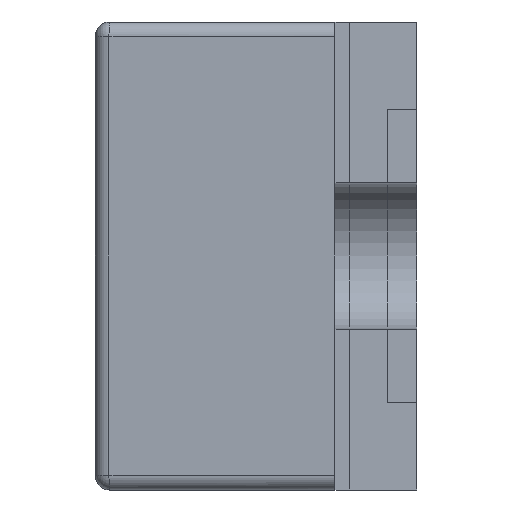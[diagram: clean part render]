
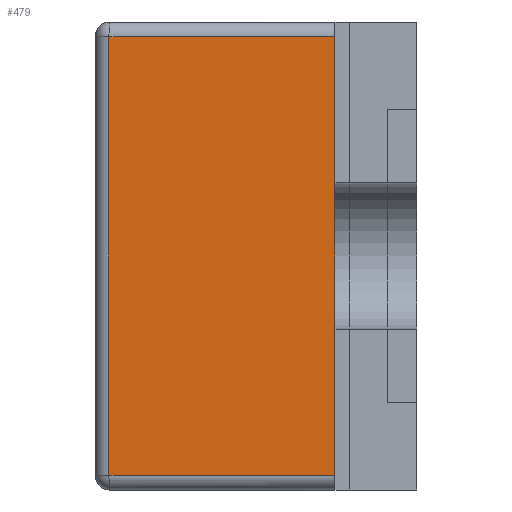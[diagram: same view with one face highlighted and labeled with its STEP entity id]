
A CAD part, left-side view. The second image highlights one B-rep face of the part: STEP entity #479.
In plain terms, the highlighted planar face has unit normal (-0.999, 0.052, 0).
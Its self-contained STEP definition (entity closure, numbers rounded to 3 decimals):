
#44 = DIRECTION ( 'NONE',  ( -0.999, 0.052, 0. ) ) ;
#70 = VERTEX_POINT ( 'NONE', #1117 ) ;
#197 = CARTESIAN_POINT ( 'NONE',  ( -0.73, 0.28, 0. ) ) ;
#256 = FACE_OUTER_BOUND ( 'NONE', #2082, .T. ) ;
#479 = ADVANCED_FACE ( 'NONE', ( #256 ), #1328, .T. ) ;
#617 = CARTESIAN_POINT ( 'NONE',  ( -0.73, 0.28, 0.75 ) ) ;
#646 = ORIENTED_EDGE ( 'NONE', *, *, #1534, .T. ) ;
#715 = LINE ( 'NONE', #197, #953 ) ;
#790 = EDGE_CURVE ( 'NONE', #2597, #1960, #1524, .T. ) ;
#873 = LINE ( 'NONE', #1381, #2174 ) ;
#953 = VECTOR ( 'NONE', #1689, 1000. ) ;
#961 = CARTESIAN_POINT ( 'NONE',  ( -0.73, 0.28, -0.75 ) ) ;
#1035 = CARTESIAN_POINT ( 'NONE',  ( -0.69, 1.053, -0.8 ) ) ;
#1117 = CARTESIAN_POINT ( 'NONE',  ( -0.73, 0.28, -0.75 ) ) ;
#1328 = PLANE ( 'NONE',  #3000 ) ;
#1360 = ORIENTED_EDGE ( 'NONE', *, *, #790, .T. ) ;
#1381 = CARTESIAN_POINT ( 'NONE',  ( -0.687, 1.1, 0.75 ) ) ;
#1450 = ORIENTED_EDGE ( 'NONE', *, *, #2673, .F. ) ;
#1524 = LINE ( 'NONE', #1035, #3272 ) ;
#1534 = EDGE_CURVE ( 'NONE', #1960, #70, #2093, .T. ) ;
#1641 = VERTEX_POINT ( 'NONE', #617 ) ;
#1689 = DIRECTION ( 'NONE',  ( 0., 0., -1. ) ) ;
#1760 = ORIENTED_EDGE ( 'NONE', *, *, #3175, .T. ) ;
#1960 = VERTEX_POINT ( 'NONE', #3250 ) ;
#1975 = CARTESIAN_POINT ( 'NONE',  ( -0.69, 1.053, 0.75 ) ) ;
#2082 = EDGE_LOOP ( 'NONE', ( #1450, #1760, #1360, #646 ) ) ;
#2093 = LINE ( 'NONE', #961, #2432 ) ;
#2174 = VECTOR ( 'NONE', #2718, 1000. ) ;
#2300 = CARTESIAN_POINT ( 'NONE',  ( -0.745, 0., 0. ) ) ;
#2432 = VECTOR ( 'NONE', #2468, 1000. ) ;
#2468 = DIRECTION ( 'NONE',  ( -0.052, -0.999, 0. ) ) ;
#2552 = DIRECTION ( 'NONE',  ( 0., 0., -1. ) ) ;
#2597 = VERTEX_POINT ( 'NONE', #1975 ) ;
#2673 = EDGE_CURVE ( 'NONE', #1641, #70, #715, .T. ) ;
#2718 = DIRECTION ( 'NONE',  ( 0.052, 0.999, 0. ) ) ;
#3000 = AXIS2_PLACEMENT_3D ( 'NONE', #2300, #44, #3066 ) ;
#3066 = DIRECTION ( 'NONE',  ( -0.052, -0.999, 0. ) ) ;
#3175 = EDGE_CURVE ( 'NONE', #1641, #2597, #873, .T. ) ;
#3250 = CARTESIAN_POINT ( 'NONE',  ( -0.69, 1.053, -0.75 ) ) ;
#3272 = VECTOR ( 'NONE', #2552, 1000. ) ;
